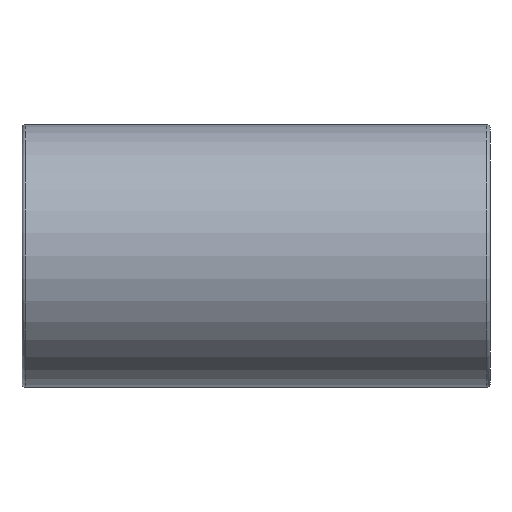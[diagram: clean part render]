
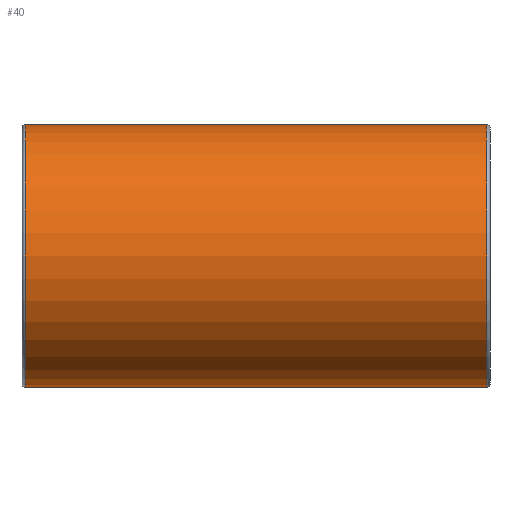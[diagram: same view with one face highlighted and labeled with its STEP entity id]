
A CAD part, front view. The second image highlights one B-rep face of the part: STEP entity #40.
In plain terms, the highlighted cylindrical face has radius 8 mm (diameter 16 mm), a full revolution.
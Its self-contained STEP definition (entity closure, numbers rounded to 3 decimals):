
#40 = ADVANCED_FACE( '', ( #81, #82 ), #83, .T. );
#81 = FACE_OUTER_BOUND( '', #120, .T. );
#82 = FACE_OUTER_BOUND( '', #121, .T. );
#83 = CYLINDRICAL_SURFACE( '', #122, 8. );
#120 = EDGE_LOOP( '', ( #161 ) );
#121 = EDGE_LOOP( '', ( #162 ) );
#122 = AXIS2_PLACEMENT_3D( '', #163, #164, #165 );
#161 = ORIENTED_EDGE( '', *, *, #194, .T. );
#162 = ORIENTED_EDGE( '', *, *, #188, .T. );
#163 = CARTESIAN_POINT( '', ( 14.25, 0., 0. ) );
#164 = DIRECTION( '', ( 1., 0., 0. ) );
#165 = DIRECTION( '', ( 0., 0., 1. ) );
#188 = EDGE_CURVE( '', #206, #206, #207, .T. );
#194 = EDGE_CURVE( '', #215, #215, #216, .F. );
#206 = VERTEX_POINT( '', #230 );
#207 = CIRCLE( '', #231, 8. );
#215 = VERTEX_POINT( '', #239 );
#216 = CIRCLE( '', #240, 8. );
#230 = CARTESIAN_POINT( '', ( 14.05, -8., 0. ) );
#231 = AXIS2_PLACEMENT_3D( '', #254, #255, #256 );
#239 = CARTESIAN_POINT( '', ( -14.05, -8., 0. ) );
#240 = AXIS2_PLACEMENT_3D( '', #263, #264, #265 );
#254 = CARTESIAN_POINT( '', ( 14.05, 0., 0. ) );
#255 = DIRECTION( '', ( -1., 0., 0. ) );
#256 = DIRECTION( '', ( 0., -1., 0. ) );
#263 = CARTESIAN_POINT( '', ( -14.05, 0., 0. ) );
#264 = DIRECTION( '', ( -1., 0., 0. ) );
#265 = DIRECTION( '', ( 0., -1., 0. ) );
